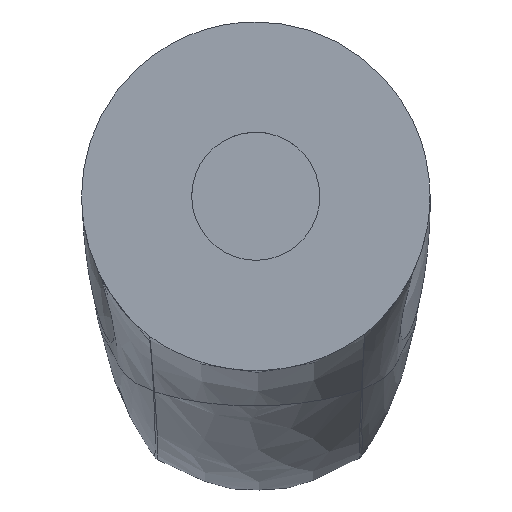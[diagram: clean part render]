
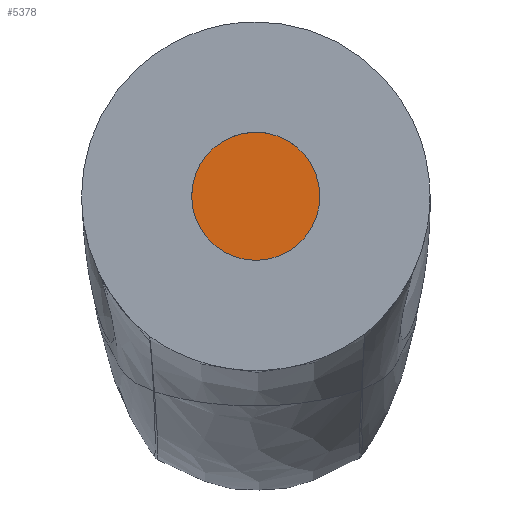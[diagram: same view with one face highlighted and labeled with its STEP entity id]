
A CAD part, top view. The second image highlights one B-rep face of the part: STEP entity #5378.
In plain terms, the highlighted planar face has unit normal (-0.001, 0, 1).
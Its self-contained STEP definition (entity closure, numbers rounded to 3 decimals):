
#337 = DIRECTION ( 'NONE',  ( 0., -1., 0. ) ) ;
#760 = VERTEX_POINT ( 'NONE', #4900 ) ;
#816 = FACE_OUTER_BOUND ( 'NONE', #2772, .T. ) ;
#1366 = CARTESIAN_POINT ( 'NONE',  ( 0.682, 0.002, 954.5 ) ) ;
#1437 = DIRECTION ( 'NONE',  ( 0.001, 0., -1. ) ) ;
#2296 = CARTESIAN_POINT ( 'NONE',  ( 0.682, 0.002, 954.5 ) ) ;
#2772 = EDGE_LOOP ( 'NONE', ( #6159 ) ) ;
#3769 = DIRECTION ( 'NONE',  ( 0.001, 0., -1. ) ) ;
#3831 = AXIS2_PLACEMENT_3D ( 'NONE', #2296, #3769, #4345 ) ;
#4345 = DIRECTION ( 'NONE',  ( -1., -0.01, -0.001 ) ) ;
#4375 = CIRCLE ( 'NONE', #3831, 25. ) ;
#4900 = CARTESIAN_POINT ( 'NONE',  ( -24.317, -0.25, 954.473 ) ) ;
#5030 = AXIS2_PLACEMENT_3D ( 'NONE', #1366, #1437, #337 ) ;
#5126 = PLANE ( 'NONE',  #5030 ) ;
#5378 = ADVANCED_FACE ( 'NONE', ( #816 ), #5126, .F. ) ;
#5688 = EDGE_CURVE ( 'NONE', #760, #760, #4375, .T. ) ;
#6159 = ORIENTED_EDGE ( 'NONE', *, *, #5688, .F. ) ;
